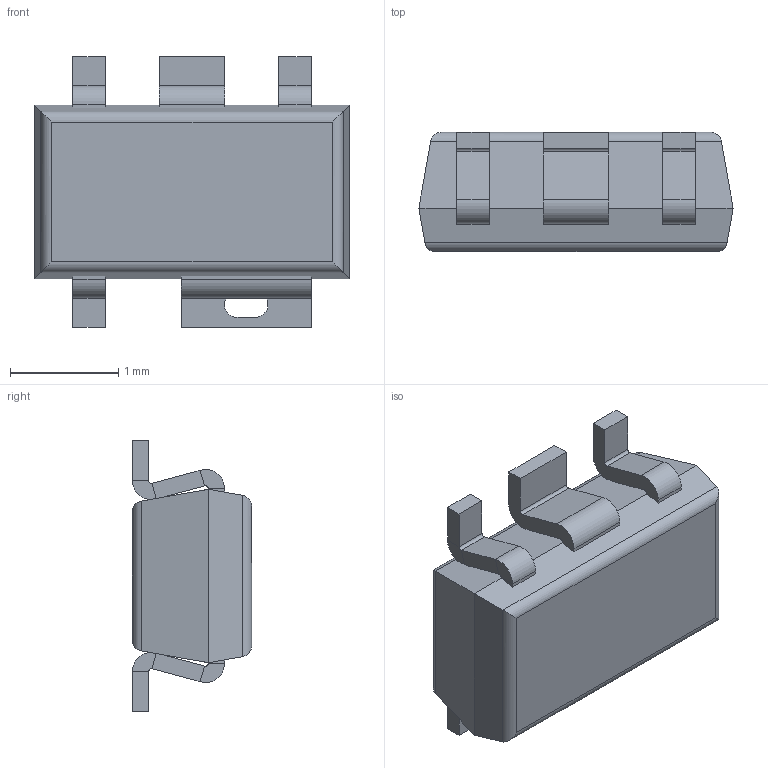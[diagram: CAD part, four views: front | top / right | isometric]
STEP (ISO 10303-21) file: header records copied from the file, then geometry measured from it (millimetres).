
FILE_DESCRIPTION (( 'STEP AP214' ), '1' );
FILE_NAME ('Infineon-TLS105B0MBHTSA1.STEP', '2024-03-19T17:59:42', ( '' ), ( '' ), 'SwSTEP 2.0', 'SolidWorks 2020', '' );
FILE_SCHEMA (( 'AUTOMOTIVE_DESIGN' ));
Length unit declared in the file: millimetre
Products named in the file (1): Infineon-TLS105B0MBHTSA1
Bounding box: 2.9 x 1.1 x 2.5 mm (x, y, z)
Volume: 5.1 mm3; surface area: 24.6 mm2
Topology: 1 solids, 1 shells, 111 faces, 292 edges, 178 vertices
Faces by surface type: plane 78, cylinder 33
Entity records: 4560 total; most frequent: CARTESIAN_POINT 606, ORIENTED_EDGE 584, DIRECTION 558, EDGE_CURVE 292, LINE 234, VECTOR 234, VERTEX_POINT 178, AXIS2_PLACEMENT_3D 162
